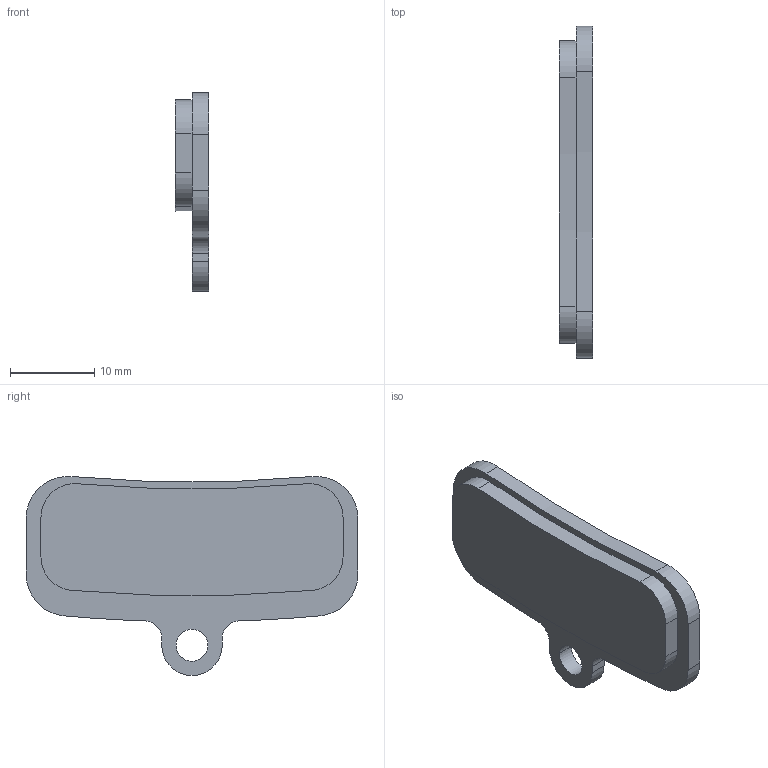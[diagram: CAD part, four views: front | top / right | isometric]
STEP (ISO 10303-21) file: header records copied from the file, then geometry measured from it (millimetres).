
FILE_DESCRIPTION(('CATIA V5 STEP Exchange'),'2;1');
FILE_NAME('brake pad for saint-zee none shimano R.stp','2021-12-21T08:44:43+00:00',('none'),('none'),'Version 5-6 Release 2012','CATIA V5 STEP AP203','none');
FILE_SCHEMA(('CONFIG_CONTROL_DESIGN'));
Length unit declared in the file: millimetre
Products named in the file (1): brake pad for saint-zee none shimano R
Bounding box: 4 x 39.5 x 23.69 mm (x, y, z)
Volume: 2197.3 mm3; surface area: 1770.6 mm2
Topology: 1 solids, 1 shells, 33 faces, 84 edges, 56 vertices
Faces by surface type: cylinder 18, plane 11, torus 4
Entity records: 1009 total; most frequent: CARTESIAN_POINT 171, ORIENTED_EDGE 168, DIRECTION 144, EDGE_CURVE 84, AXIS2_PLACEMENT_3D 79, VERTEX_POINT 56, CIRCLE 48, EDGE_LOOP 38
